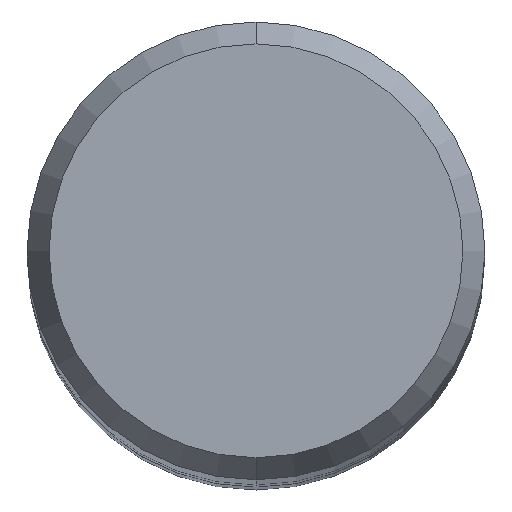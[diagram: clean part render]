
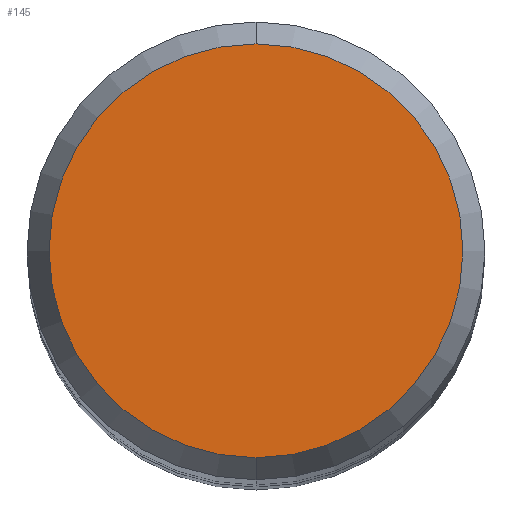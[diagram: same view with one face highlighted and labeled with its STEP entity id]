
A CAD part, top view. The second image highlights one B-rep face of the part: STEP entity #145.
In plain terms, the highlighted planar face has unit normal (0, 0, 1).
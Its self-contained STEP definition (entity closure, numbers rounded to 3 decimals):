
#143=EDGE_CURVE('',#205,#215,#300,.T.);
#145=ADVANCED_FACE('',(#302),#303,.T.);
#183=EDGE_CURVE('',#215,#205,#345,.T.);
#205=VERTEX_POINT('',#370);
#215=VERTEX_POINT('',#382);
#300=CIRCLE('',#479,2.158);
#302=FACE_OUTER_BOUND('',#481,.T.);
#303=PLANE('',#482);
#345=CIRCLE('',#539,2.158);
#370=CARTESIAN_POINT('',(0.0,2.158,0.));
#382=CARTESIAN_POINT('',(0.,-2.158,0.));
#479=AXIS2_PLACEMENT_3D('',#677,#678,#679);
#481=EDGE_LOOP('',(#681,#682));
#482=AXIS2_PLACEMENT_3D('',#683,#684,#685);
#539=AXIS2_PLACEMENT_3D('',#730,#731,#732);
#677=CARTESIAN_POINT('',(0.0,0.0,0.));
#678=DIRECTION('',(0.0,0.0,-1.0));
#679=DIRECTION('',(0.0,1.0,0.0));
#681=ORIENTED_EDGE('',*,*,#143,.F.);
#682=ORIENTED_EDGE('',*,*,#183,.F.);
#683=CARTESIAN_POINT('',(0.0,1.079,0.));
#684=DIRECTION('',(-0.0,0.0,1.0));
#685=DIRECTION('',(0.0,-1.0,0.0));
#730=CARTESIAN_POINT('',(0.0,0.0,0.));
#731=DIRECTION('',(0.0,0.0,-1.0));
#732=DIRECTION('',(0.0,1.0,0.0));
